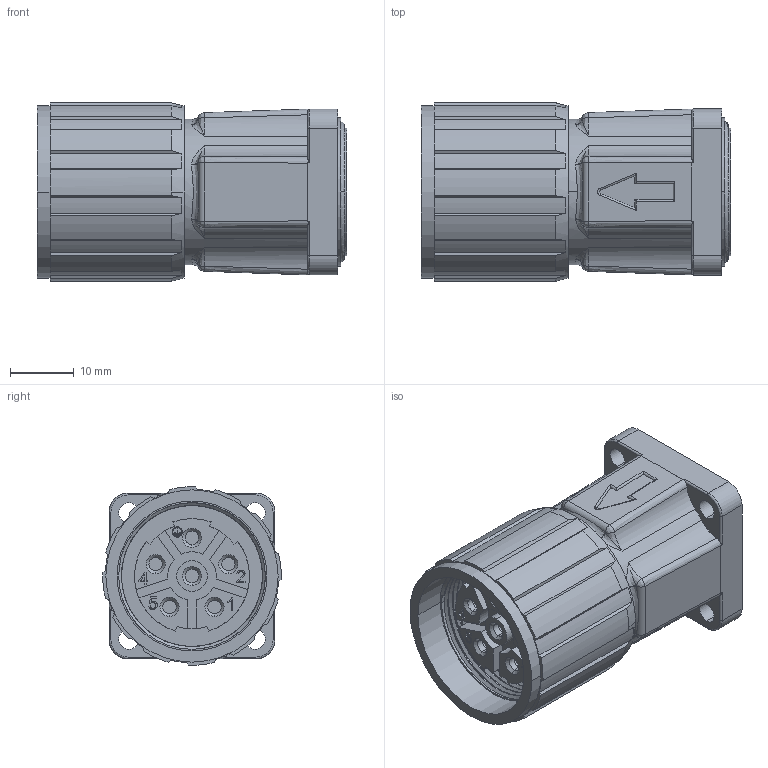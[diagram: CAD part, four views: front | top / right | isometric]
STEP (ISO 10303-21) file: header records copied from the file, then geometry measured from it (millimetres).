
FILE_DESCRIPTION (( 'STEP AP203' ), '1' );
FILE_NAME ('P409.STEP', '2020-04-15T07:28:56', ( 'edpusr' ), ( 'Microsoft' ), 'SwSTEP 2.0', 'SolidWorks 2015', '' );
FILE_SCHEMA (( 'CONFIG_CONTROL_DESIGN' ));
Length unit declared in the file: millimetre
Products named in the file (1): P409
Bounding box: 48.5 x 28 x 27.97 mm (x, y, z)
Volume: 17941.4 mm3; surface area: 15691.8 mm2
Topology: 3 solids, 3 shells, 463 faces, 1146 edges, 724 vertices
Faces by surface type: cylinder 180, plane 174, bspline 78, cone 31
Entity records: 17708 total; most frequent: CARTESIAN_POINT 7036, ORIENTED_EDGE 2254, DIRECTION 2136, EDGE_CURVE 1127, AXIS2_PLACEMENT_3D 811, VERTEX_POINT 724, EDGE_LOOP 525, VECTOR 514
